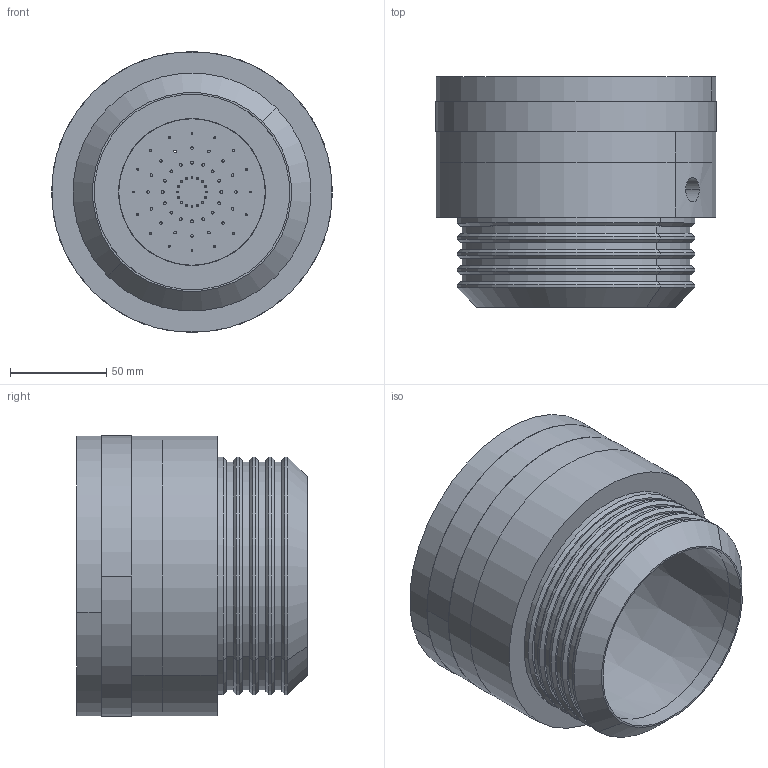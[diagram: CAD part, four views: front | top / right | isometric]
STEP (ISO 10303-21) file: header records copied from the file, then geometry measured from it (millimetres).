
FILE_DESCRIPTION (( 'STEP AP203' ), '1' );
FILE_NAME ('Injector Assembly.STEP', '2022-01-09T23:49:59', ( '' ), ( '' ), 'SwSTEP 2.0', 'SolidWorks 2021', '' );
FILE_SCHEMA (( 'CONFIG_CONTROL_DESIGN' ));
Length unit declared in the file: inch
Products named in the file (5): Injector Assembly; Flangea; Top Plate; Ring; InjectorV2
Assembly tree (4 placements, depth 2):
  Injector Assembly
    Top Plate
    InjectorV2
    Flangea
    Ring
Bounding box: 146.05 x 119.75 x 146.05 mm (x, y, z)
Volume: 959926.6 mm3; surface area: 230493.7 mm2
Topology: 4 solids, 4 shells, 454 faces, 1174 edges, 772 vertices
Faces by surface type: cylinder 372, plane 52, cone 28, torus 2
Entity records: 16091 total; most frequent: CARTESIAN_POINT 3857, DIRECTION 2478, ORIENTED_EDGE 2348, EDGE_CURVE 1174, AXIS2_PLACEMENT_3D 1039, EDGE_LOOP 772, VERTEX_POINT 772, CIRCLE 578
